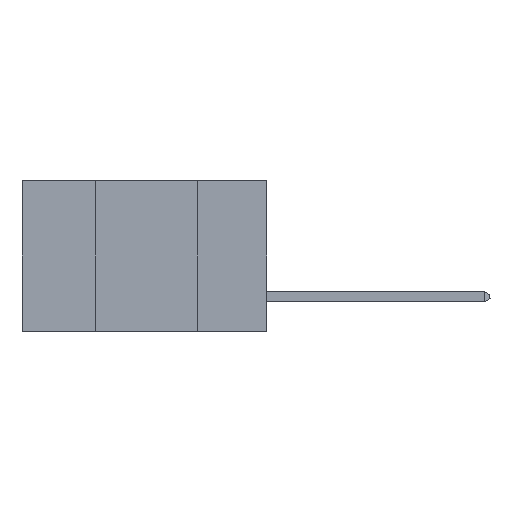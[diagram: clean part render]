
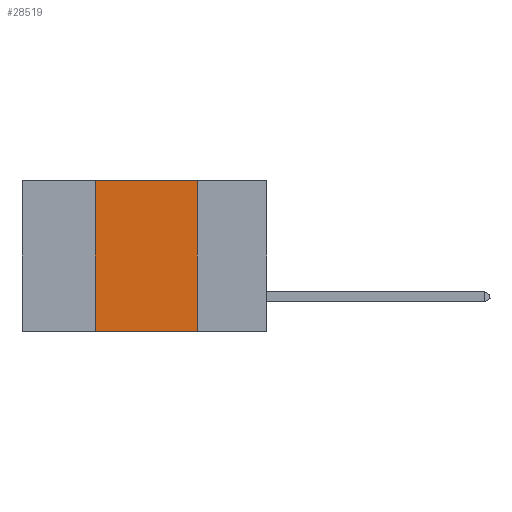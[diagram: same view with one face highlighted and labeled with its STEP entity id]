
A CAD part, left-side view. The second image highlights one B-rep face of the part: STEP entity #28519.
In plain terms, the highlighted planar face has unit normal (-1, 0, 0).
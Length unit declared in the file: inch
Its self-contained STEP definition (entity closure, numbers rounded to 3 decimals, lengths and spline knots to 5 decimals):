
#321 = CARTESIAN_POINT ( 'NONE',  ( 0., 0.42, 0. ) ) ;
#482 = CARTESIAN_POINT ( 'NONE',  ( 0., 0.17, 0. ) ) ;
#1664 = AXIS2_PLACEMENT_3D ( 'NONE', #23301, #39996, #36788 ) ;
#3025 = CARTESIAN_POINT ( 'NONE',  ( 0., 0.42, 0. ) ) ;
#5275 = VERTEX_POINT ( 'NONE', #9206 ) ;
#6167 = EDGE_CURVE ( 'NONE', #37608, #28333, #30395, .T. ) ;
#7545 = EDGE_LOOP ( 'NONE', ( #41517, #34548, #26491, #14346 ) ) ;
#9206 = CARTESIAN_POINT ( 'NONE',  ( 0., 0.42, -0.37 ) ) ;
#9553 = DIRECTION ( 'NONE',  ( 0., 0., 1. ) ) ;
#10308 = PLANE ( 'NONE',  #1664 ) ;
#11285 = VERTEX_POINT ( 'NONE', #23967 ) ;
#14346 = ORIENTED_EDGE ( 'NONE', *, *, #39726, .T. ) ;
#15933 = LINE ( 'NONE', #3025, #32529 ) ;
#16065 = CARTESIAN_POINT ( 'NONE',  ( 0., 0.17, 0. ) ) ;
#19777 = DIRECTION ( 'NONE',  ( 0., -1., 0. ) ) ;
#21425 = EDGE_CURVE ( 'NONE', #5275, #37608, #15933, .T. ) ;
#21589 = VECTOR ( 'NONE', #19777, 39.37008 ) ;
#23301 = CARTESIAN_POINT ( 'NONE',  ( 0., 0.6, 0. ) ) ;
#23417 = LINE ( 'NONE', #28318, #32735 ) ;
#23967 = CARTESIAN_POINT ( 'NONE',  ( 0., 0.17, -0.37 ) ) ;
#25185 = FACE_OUTER_BOUND ( 'NONE', #7545, .T. ) ;
#26063 = LINE ( 'NONE', #482, #35416 ) ;
#26491 = ORIENTED_EDGE ( 'NONE', *, *, #21425, .F. ) ;
#28318 = CARTESIAN_POINT ( 'NONE',  ( 0., 0.6, -0.37 ) ) ;
#28333 = VERTEX_POINT ( 'NONE', #16065 ) ;
#28519 = ADVANCED_FACE ( 'NONE', ( #25185 ), #10308, .F. ) ;
#30395 = LINE ( 'NONE', #42796, #21589 ) ;
#31156 = DIRECTION ( 'NONE',  ( 0., 0., -1. ) ) ;
#32529 = VECTOR ( 'NONE', #9553, 39.37008 ) ;
#32735 = VECTOR ( 'NONE', #41679, 39.37008 ) ;
#34548 = ORIENTED_EDGE ( 'NONE', *, *, #6167, .F. ) ;
#35416 = VECTOR ( 'NONE', #31156, 39.37008 ) ;
#36788 = DIRECTION ( 'NONE',  ( 0., 0., -1. ) ) ;
#37608 = VERTEX_POINT ( 'NONE', #321 ) ;
#38821 = EDGE_CURVE ( 'NONE', #28333, #11285, #26063, .T. ) ;
#39726 = EDGE_CURVE ( 'NONE', #5275, #11285, #23417, .T. ) ;
#39996 = DIRECTION ( 'NONE',  ( 1., 0., 0. ) ) ;
#41517 = ORIENTED_EDGE ( 'NONE', *, *, #38821, .F. ) ;
#41679 = DIRECTION ( 'NONE',  ( 0., -1., 0. ) ) ;
#42796 = CARTESIAN_POINT ( 'NONE',  ( 0., 0.6, 0. ) ) ;
